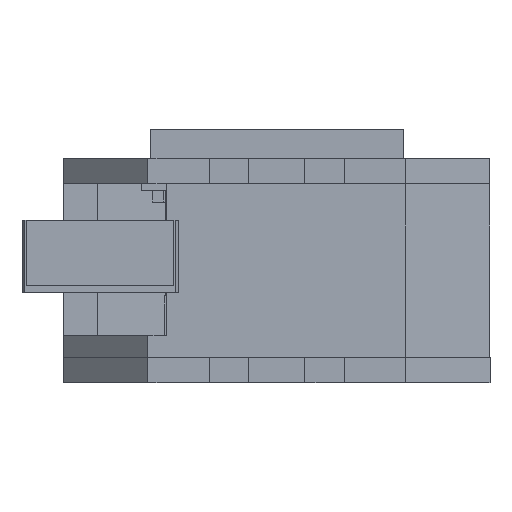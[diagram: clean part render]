
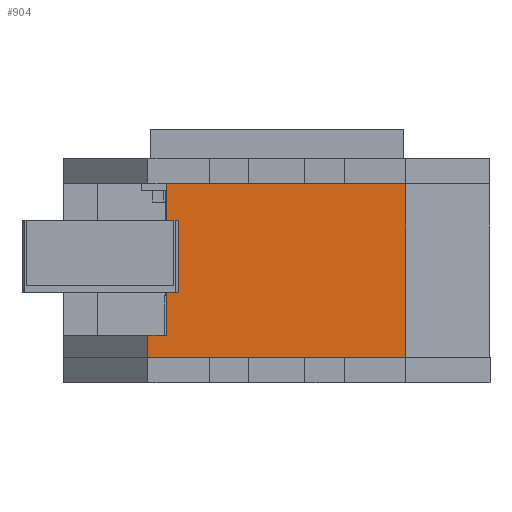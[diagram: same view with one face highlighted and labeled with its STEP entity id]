
A CAD part, left-side view. The second image highlights one B-rep face of the part: STEP entity #904.
In plain terms, the highlighted face is planar.
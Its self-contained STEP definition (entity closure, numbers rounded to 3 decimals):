
#108 = LINE ( 'NONE', #4772, #352 ) ;
#218 = LINE ( 'NONE', #670, #3305 ) ;
#282 = DIRECTION ( 'NONE',  ( 0., 1., 0. ) ) ;
#352 = VECTOR ( 'NONE', #3441, 1000. ) ;
#362 = DIRECTION ( 'NONE',  ( -1., 0., 0. ) ) ;
#375 = CARTESIAN_POINT ( 'NONE',  ( 104., -23., 31. ) ) ;
#586 = VECTOR ( 'NONE', #282, 1000. ) ;
#655 = LINE ( 'NONE', #3600, #5057 ) ;
#670 = CARTESIAN_POINT ( 'NONE',  ( 104., -19.736, 31. ) ) ;
#693 = EDGE_CURVE ( 'NONE', #2891, #2774, #108, .T. ) ;
#795 = FACE_OUTER_BOUND ( 'NONE', #4407, .T. ) ;
#863 = LINE ( 'NONE', #4557, #4789 ) ;
#889 = LINE ( 'NONE', #375, #3085 ) ;
#904 = ADVANCED_FACE ( 'NONE', ( #795 ), #3662, .F. ) ;
#1049 = CARTESIAN_POINT ( 'NONE',  ( 104., -23., 31. ) ) ;
#1464 = ORIENTED_EDGE ( 'NONE', *, *, #4980, .T. ) ;
#1569 = ORIENTED_EDGE ( 'NONE', *, *, #693, .T. ) ;
#1582 = VERTEX_POINT ( 'NONE', #3129 ) ;
#1695 = CARTESIAN_POINT ( 'NONE',  ( 104., 23., 31. ) ) ;
#2024 = CARTESIAN_POINT ( 'NONE',  ( 104., 23., 0. ) ) ;
#2064 = DIRECTION ( 'NONE',  ( 0., -1., 0. ) ) ;
#2218 = VERTEX_POINT ( 'NONE', #1695 ) ;
#2347 = DIRECTION ( 'NONE',  ( 0., 0., 1. ) ) ;
#2609 = EDGE_CURVE ( 'NONE', #2891, #2756, #218, .T. ) ;
#2741 = ORIENTED_EDGE ( 'NONE', *, *, #3553, .F. ) ;
#2756 = VERTEX_POINT ( 'NONE', #3036 ) ;
#2774 = VERTEX_POINT ( 'NONE', #3820 ) ;
#2891 = VERTEX_POINT ( 'NONE', #4433 ) ;
#2901 = EDGE_CURVE ( 'NONE', #2756, #2218, #3652, .T. ) ;
#2963 = DIRECTION ( 'NONE',  ( 0., 1., 0. ) ) ;
#3036 = CARTESIAN_POINT ( 'NONE',  ( 104., -19.736, 31. ) ) ;
#3085 = VECTOR ( 'NONE', #4611, 1000. ) ;
#3129 = CARTESIAN_POINT ( 'NONE',  ( 104., -23., 0. ) ) ;
#3305 = VECTOR ( 'NONE', #2347, 1000. ) ;
#3441 = DIRECTION ( 'NONE',  ( 0., -1., 0. ) ) ;
#3553 = EDGE_CURVE ( 'NONE', #2218, #5033, #655, .T. ) ;
#3600 = CARTESIAN_POINT ( 'NONE',  ( 104., 23., 31. ) ) ;
#3652 = LINE ( 'NONE', #1049, #586 ) ;
#3662 = PLANE ( 'NONE',  #5374 ) ;
#3820 = CARTESIAN_POINT ( 'NONE',  ( 104., -23., 4. ) ) ;
#3887 = ORIENTED_EDGE ( 'NONE', *, *, #3949, .T. ) ;
#3949 = EDGE_CURVE ( 'NONE', #2774, #1582, #889, .T. ) ;
#4155 = CARTESIAN_POINT ( 'NONE',  ( 104., -23., 31. ) ) ;
#4407 = EDGE_LOOP ( 'NONE', ( #5389, #1569, #3887, #1464, #2741, #5235 ) ) ;
#4433 = CARTESIAN_POINT ( 'NONE',  ( 104., -19.736, 4. ) ) ;
#4557 = CARTESIAN_POINT ( 'NONE',  ( 104., -23., 0. ) ) ;
#4611 = DIRECTION ( 'NONE',  ( 0., 0., -1. ) ) ;
#4772 = CARTESIAN_POINT ( 'NONE',  ( 104., -23., 4. ) ) ;
#4789 = VECTOR ( 'NONE', #2963, 1000. ) ;
#4980 = EDGE_CURVE ( 'NONE', #1582, #5033, #863, .T. ) ;
#5033 = VERTEX_POINT ( 'NONE', #2024 ) ;
#5057 = VECTOR ( 'NONE', #5271, 1000. ) ;
#5235 = ORIENTED_EDGE ( 'NONE', *, *, #2901, .F. ) ;
#5271 = DIRECTION ( 'NONE',  ( 0., 0., -1. ) ) ;
#5374 = AXIS2_PLACEMENT_3D ( 'NONE', #4155, #362, #2064 ) ;
#5389 = ORIENTED_EDGE ( 'NONE', *, *, #2609, .F. ) ;
